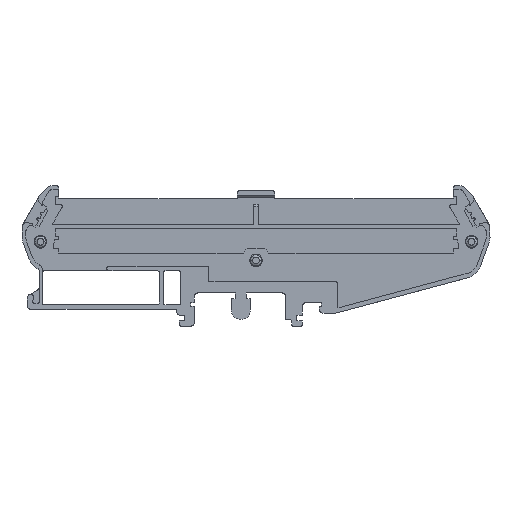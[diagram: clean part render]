
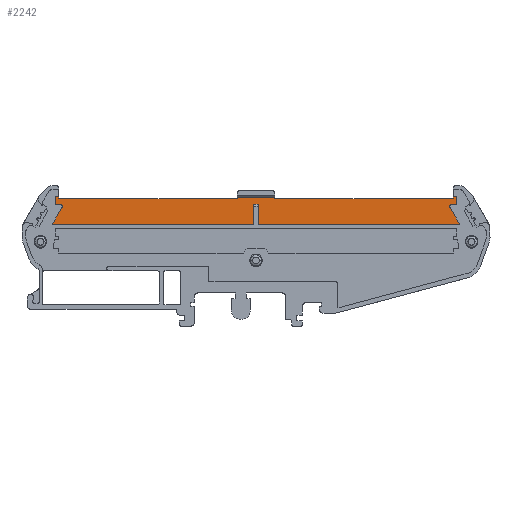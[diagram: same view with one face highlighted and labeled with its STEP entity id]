
A CAD part, top view. The second image highlights one B-rep face of the part: STEP entity #2242.
In plain terms, the highlighted planar face has unit normal (0, 0, 1).
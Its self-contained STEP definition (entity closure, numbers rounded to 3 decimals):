
#2242=ADVANCED_FACE('',(#7858),#7860,.T.);
#7858=FACE_BOUND('',#7859,.T.);
#7859=EDGE_LOOP('',(#12309,#12310,#12311,#12312,#12313,#12314,#12315,#12316,#12317,
#12318,#12319,#12320,#12321,#12322,#12323,#12324,#12325,#12326,#12327,#12328,#12329,
#12330));
#7860=PLANE('',#7861);
#7861=AXIS2_PLACEMENT_3D('',#7862,#7863,#7864);
#7862=CARTESIAN_POINT('',(-95.446,40.595,1.));
#7863=DIRECTION('',(0.,0.,1.));
#7864=DIRECTION('',(0.,1.,0.));
#12309=ORIENTED_EDGE('',*,*,#15090,.T.);
#12310=ORIENTED_EDGE('',*,*,#15155,.T.);
#12311=ORIENTED_EDGE('',*,*,#15083,.T.);
#12312=ORIENTED_EDGE('',*,*,#14930,.T.);
#12313=ORIENTED_EDGE('',*,*,#15161,.T.);
#12314=ORIENTED_EDGE('',*,*,#15168,.T.);
#12315=ORIENTED_EDGE('',*,*,#15147,.T.);
#12316=ORIENTED_EDGE('',*,*,#14876,.T.);
#12317=ORIENTED_EDGE('',*,*,#14905,.F.);
#12318=ORIENTED_EDGE('',*,*,#15134,.F.);
#12319=ORIENTED_EDGE('',*,*,#15057,.F.);
#12320=ORIENTED_EDGE('',*,*,#15055,.F.);
#12321=ORIENTED_EDGE('',*,*,#14961,.T.);
#12322=ORIENTED_EDGE('',*,*,#15045,.F.);
#12323=ORIENTED_EDGE('',*,*,#15043,.F.);
#12324=ORIENTED_EDGE('',*,*,#15041,.F.);
#12325=ORIENTED_EDGE('',*,*,#14890,.T.);
#12326=ORIENTED_EDGE('',*,*,#14926,.T.);
#12327=ORIENTED_EDGE('',*,*,#14941,.T.);
#12328=ORIENTED_EDGE('',*,*,#15174,.F.);
#12329=ORIENTED_EDGE('',*,*,#14900,.T.);
#12330=ORIENTED_EDGE('',*,*,#14886,.T.);
#14876=EDGE_CURVE('',#16831,#16836,#16838,.T.);
#14886=EDGE_CURVE('',#16858,#16856,#16859,.T.);
#14890=EDGE_CURVE('',#16866,#16864,#16867,.T.);
#14900=EDGE_CURVE('',#16884,#16858,#16885,.T.);
#14905=EDGE_CURVE('',#16891,#16836,#16893,.T.);
#14926=EDGE_CURVE('',#16864,#16930,#16932,.T.);
#14930=EDGE_CURVE('',#16934,#16938,#16940,.T.);
#14941=EDGE_CURVE('',#16930,#16957,#16960,.T.);
#14961=EDGE_CURVE('',#16989,#16994,#16996,.T.);
#15041=EDGE_CURVE('',#16866,#17134,#17135,.T.);
#15043=EDGE_CURVE('',#17134,#17137,#17138,.T.);
#15045=EDGE_CURVE('',#17137,#16994,#17140,.T.);
#15055=EDGE_CURVE('',#16989,#17154,#17155,.T.);
#15057=EDGE_CURVE('',#17154,#17157,#17158,.T.);
#15083=EDGE_CURVE('',#17196,#16934,#17201,.T.);
#15090=EDGE_CURVE('',#16856,#17210,#17212,.T.);
#15134=EDGE_CURVE('',#17157,#16891,#17275,.T.);
#15147=EDGE_CURVE('',#17294,#16831,#17295,.T.);
#15155=EDGE_CURVE('',#17210,#17196,#17304,.T.);
#15161=EDGE_CURVE('',#16938,#17311,#17313,.T.);
#15168=EDGE_CURVE('',#17311,#17294,#17323,.T.);
#15174=EDGE_CURVE('',#16884,#16957,#17333,.T.);
#16831=VERTEX_POINT('',#20327);
#16836=VERTEX_POINT('',#20336);
#16838=LINE('',#20340,#20341);
#16856=VERTEX_POINT('',#20376);
#16858=VERTEX_POINT('',#20380);
#16859=LINE('',#20381,#20382);
#16864=VERTEX_POINT('',#20392);
#16866=VERTEX_POINT('',#20396);
#16867=LINE('',#20397,#20398);
#16884=VERTEX_POINT('',#20435);
#16885=LINE('',#20436,#20437);
#16891=VERTEX_POINT('',#20450);
#16893=LINE('',#20454,#20455);
#16930=VERTEX_POINT('',#20537);
#16932=LINE('',#20541,#20542);
#16934=VERTEX_POINT('',#20545);
#16938=VERTEX_POINT('',#20553);
#16940=LINE('',#20557,#20558);
#16957=VERTEX_POINT('',#20596);
#16960=LINE('',#20601,#20602);
#16989=VERTEX_POINT('',#20667);
#16994=VERTEX_POINT('',#20676);
#16996=LINE('',#20680,#20681);
#17134=VERTEX_POINT('',#21007);
#17135=LINE('',#21008,#21009);
#17137=VERTEX_POINT('',#21014);
#17138=LINE('',#21015,#21016);
#17140=LINE('',#21021,#21022);
#17154=VERTEX_POINT('',#21056);
#17155=LINE('',#21057,#21058);
#17157=VERTEX_POINT('',#21063);
#17158=LINE('',#21064,#21065);
#17196=VERTEX_POINT('',#21154);
#17201=LINE('',#21165,#21166);
#17210=VERTEX_POINT('',#21187);
#17212=LINE('',#21191,#21192);
#17275=LINE('',#21355,#21356);
#17294=VERTEX_POINT('',#21402);
#17295=LINE('',#21403,#21404);
#17304=LINE('',#21430,#21431);
#17311=VERTEX_POINT('',#21448);
#17313=LINE('',#21452,#21453);
#17323=CIRCLE('',#21477,0.6);
#17333=CIRCLE('',#21501,0.6);
#20327=CARTESIAN_POINT('',(53.85,26.4,1.));
#20336=CARTESIAN_POINT('',(53.85,28.4,1.));
#20340=CARTESIAN_POINT('',(53.85,26.4,1.));
#20341=VECTOR('',#20342,1.);
#20342=DIRECTION('',(0.,1.,0.));
#20376=CARTESIAN_POINT('',(-0.594,21.,1.));
#20380=CARTESIAN_POINT('',(-54.593,21.,1.));
#20381=CARTESIAN_POINT('',(-54.593,21.,1.));
#20382=VECTOR('',#20383,1.);
#20383=DIRECTION('',(1.,0.,0.));
#20392=CARTESIAN_POINT('',(-53.85,28.4,1.));
#20396=CARTESIAN_POINT('',(-52.894,28.4,1.));
#20397=CARTESIAN_POINT('',(-52.894,28.4,1.));
#20398=VECTOR('',#20399,1.);
#20399=DIRECTION('',(-1.,0.,0.));
#20435=CARTESIAN_POINT('',(-51.995,25.5,1.));
#20436=CARTESIAN_POINT('',(-51.995,25.5,1.));
#20437=VECTOR('',#20438,1.);
#20438=DIRECTION('',(-0.5,-0.866,0.));
#20450=CARTESIAN_POINT('',(52.906,28.4,1.));
#20454=CARTESIAN_POINT('',(52.906,28.4,1.));
#20455=VECTOR('',#20456,1.);
#20456=DIRECTION('',(1.,0.,0.));
#20537=CARTESIAN_POINT('',(-53.85,26.4,1.));
#20541=CARTESIAN_POINT('',(-53.85,28.4,1.));
#20542=VECTOR('',#20543,1.);
#20543=DIRECTION('',(0.,-1.,0.));
#20545=CARTESIAN_POINT('',(0.606,21.,1.));
#20553=CARTESIAN_POINT('',(54.605,21.,1.));
#20557=CARTESIAN_POINT('',(0.606,21.,1.));
#20558=VECTOR('',#20559,1.);
#20559=DIRECTION('',(1.,0.,0.));
#20596=CARTESIAN_POINT('',(-52.514,26.4,1.));
#20601=CARTESIAN_POINT('',(-53.85,26.4,1.));
#20602=VECTOR('',#20603,1.);
#20603=DIRECTION('',(1.,0.,0.));
#20667=CARTESIAN_POINT('',(5.006,28.3,1.));
#20676=CARTESIAN_POINT('',(-4.994,28.3,1.));
#20680=CARTESIAN_POINT('',(5.006,28.3,1.));
#20681=VECTOR('',#20682,1.);
#20682=DIRECTION('',(-1.,0.,0.));
#21007=CARTESIAN_POINT('',(-52.894,27.9,1.));
#21008=CARTESIAN_POINT('',(-52.894,28.4,1.));
#21009=VECTOR('',#21010,1.);
#21010=DIRECTION('',(0.,-1.,0.));
#21014=CARTESIAN_POINT('',(-4.994,27.9,1.));
#21015=CARTESIAN_POINT('',(-52.894,27.9,1.));
#21016=VECTOR('',#21017,1.);
#21017=DIRECTION('',(1.,0.,0.));
#21021=CARTESIAN_POINT('',(-4.994,27.9,1.));
#21022=VECTOR('',#21023,1.);
#21023=DIRECTION('',(0.,1.,0.));
#21056=CARTESIAN_POINT('',(5.006,27.9,1.));
#21057=CARTESIAN_POINT('',(5.006,28.3,1.));
#21058=VECTOR('',#21059,1.);
#21059=DIRECTION('',(0.,-1.,0.));
#21063=CARTESIAN_POINT('',(52.906,27.9,1.));
#21064=CARTESIAN_POINT('',(5.006,27.9,1.));
#21065=VECTOR('',#21066,1.);
#21066=DIRECTION('',(1.,0.,0.));
#21154=CARTESIAN_POINT('',(0.606,26.3,1.));
#21165=CARTESIAN_POINT('',(0.606,26.3,1.));
#21166=VECTOR('',#21167,1.);
#21167=DIRECTION('',(0.,-1.,0.));
#21187=CARTESIAN_POINT('',(-0.594,26.3,1.));
#21191=CARTESIAN_POINT('',(-0.594,21.,1.));
#21192=VECTOR('',#21193,1.);
#21193=DIRECTION('',(0.,1.,0.));
#21355=CARTESIAN_POINT('',(52.906,27.9,1.));
#21356=VECTOR('',#21357,1.);
#21357=DIRECTION('',(0.,1.,0.));
#21402=CARTESIAN_POINT('',(52.526,26.4,1.));
#21403=CARTESIAN_POINT('',(52.526,26.4,1.));
#21404=VECTOR('',#21405,1.);
#21405=DIRECTION('',(1.,0.,0.));
#21430=CARTESIAN_POINT('',(-0.594,26.3,1.));
#21431=VECTOR('',#21432,1.);
#21432=DIRECTION('',(1.,0.,0.));
#21448=CARTESIAN_POINT('',(52.007,25.5,1.));
#21452=CARTESIAN_POINT('',(54.605,21.,1.));
#21453=VECTOR('',#21454,1.);
#21454=DIRECTION('',(-0.5,0.866,0.));
#21477=AXIS2_PLACEMENT_3D('',#21478,#21479,#21480);
#21478=CARTESIAN_POINT('',(52.526,25.8,1.));
#21479=DIRECTION('',(0.,0.,-1.));
#21480=DIRECTION('',(-0.866,-0.5,0.));
#21501=AXIS2_PLACEMENT_3D('',#21502,#21503,#21504);
#21502=CARTESIAN_POINT('',(-52.514,25.8,1.));
#21503=DIRECTION('',(0.,0.,1.));
#21504=DIRECTION('',(0.866,-0.5,0.));
